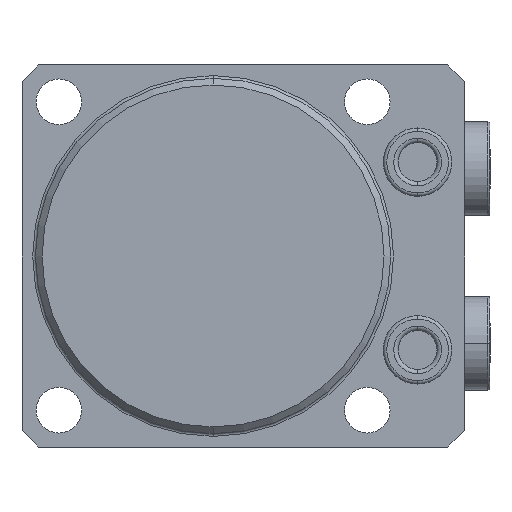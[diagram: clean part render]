
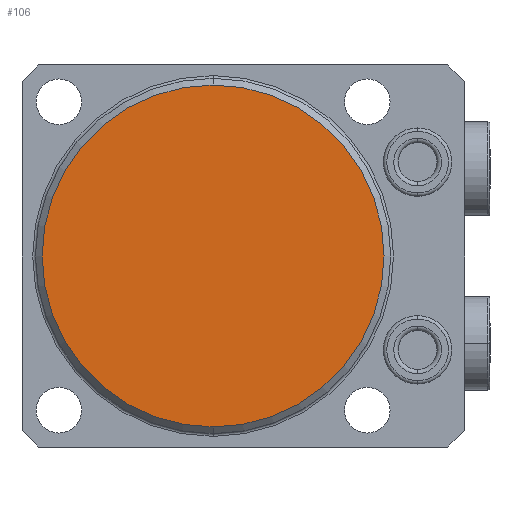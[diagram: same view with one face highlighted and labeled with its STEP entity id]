
A CAD part, front view. The second image highlights one B-rep face of the part: STEP entity #106.
In plain terms, the highlighted planar face has unit normal (0, -1, 0).
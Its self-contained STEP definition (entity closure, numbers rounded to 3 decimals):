
#106 = ADVANCED_FACE ( 'NONE', ( #6755 ), #8177, .F. ) ;
#730 = ORIENTED_EDGE ( 'NONE', *, *, #2154, .T. ) ;
#1435 = DIRECTION ( 'NONE',  ( 0., 0., 1. ) ) ;
#1436 = DIRECTION ( 'NONE',  ( 0., -1., 0. ) ) ;
#1437 = CARTESIAN_POINT ( 'NONE',  ( 0., -42.5, 0. ) ) ;
#2154 = EDGE_CURVE ( 'NONE', #3261, #3214, #6410, .T. ) ;
#2431 = EDGE_CURVE ( 'NONE', #3214, #3261, #7390, .T. ) ;
#3128 = ORIENTED_EDGE ( 'NONE', *, *, #2431, .T. ) ;
#3214 = VERTEX_POINT ( 'NONE', #5144 ) ;
#3261 = VERTEX_POINT ( 'NONE', #5093 ) ;
#3722 = EDGE_LOOP ( 'NONE', ( #3128, #730 ) ) ;
#4298 = AXIS2_PLACEMENT_3D ( 'NONE', #5652, #5651, #5650 ) ;
#4375 = AXIS2_PLACEMENT_3D ( 'NONE', #1437, #1436, #1435 ) ;
#4558 = AXIS2_PLACEMENT_3D ( 'NONE', #8183, #8169, #8168 ) ;
#5093 = CARTESIAN_POINT ( 'NONE',  ( 0., -42.5, -25.5 ) ) ;
#5144 = CARTESIAN_POINT ( 'NONE',  ( 0., -42.5, 25.5 ) ) ;
#5650 = DIRECTION ( 'NONE',  ( 0., 0., 1. ) ) ;
#5651 = DIRECTION ( 'NONE',  ( 0., -1., 0. ) ) ;
#5652 = CARTESIAN_POINT ( 'NONE',  ( 0., -42.5, 0. ) ) ;
#6410 = CIRCLE ( 'NONE', #4375, 25.5 ) ;
#6755 = FACE_OUTER_BOUND ( 'NONE', #3722, .T. ) ;
#7390 = CIRCLE ( 'NONE', #4298, 25.5 ) ;
#8168 = DIRECTION ( 'NONE',  ( 0., 0., 1. ) ) ;
#8169 = DIRECTION ( 'NONE',  ( 0., 1., 0. ) ) ;
#8177 = PLANE ( 'NONE',  #4558 ) ;
#8183 = CARTESIAN_POINT ( 'NONE',  ( 0., -42.5, 0. ) ) ;
